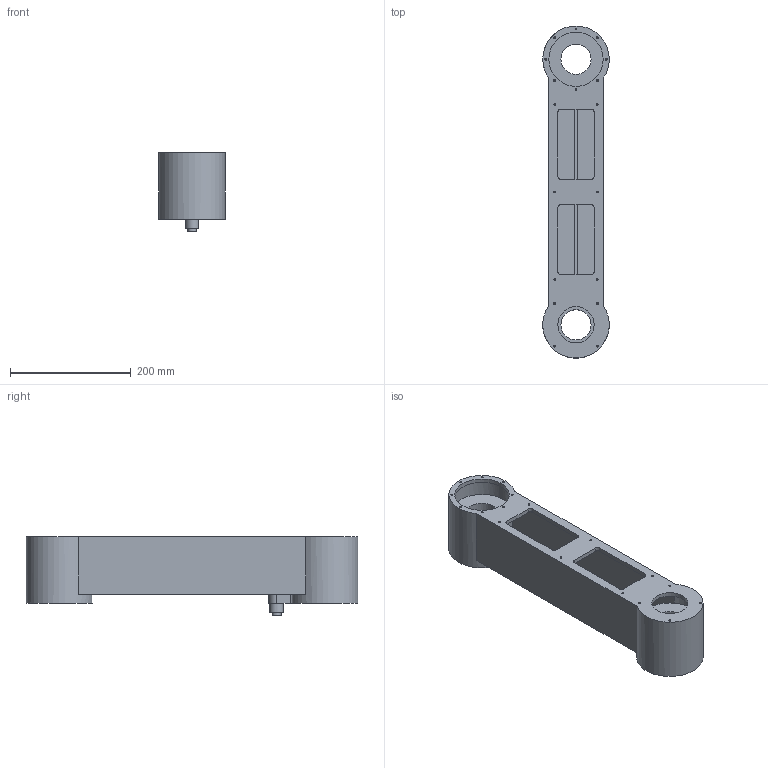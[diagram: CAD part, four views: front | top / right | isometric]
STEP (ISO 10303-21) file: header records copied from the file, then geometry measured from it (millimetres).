
FILE_DESCRIPTION(/* description */ (''),/* implementation_level */ '2;1');
FILE_NAME(/* name */ '[K2]Thn.stp',/* time_stamp */ '2023-12-28T10:35:31+07:00',/* author */ ('daveb'),/* organization */ (''),/* preprocessor_version */ 'ST-DEVELOPER v19.2',/* originating_system */ 'Autodesk Inventor 2024',/* authorisation */ '');
FILE_SCHEMA (('AUTOMOTIVE_DESIGN { 1 0 10303 214 3 1 1 }'));
Length unit declared in the file: millimetre
Products named in the file (1): [K2]Thân
Bounding box: 110 x 549.8 x 130 mm (x, y, z)
Volume: 1999333 mm3; surface area: 397375.3 mm2
Topology: 1 solids, 1 shells, 76 faces, 233 edges, 152 vertices
Faces by surface type: cylinder 41, plane 30, cone 5
Full cylindrical faces by diameter (mm): 3.242 x18, 15 x1, 22 x1, 50 x2, 60 x1, 90 x1, 110 x1
Entity records: 2777 total; most frequent: CARTESIAN_POINT 487, DIRECTION 485, ORIENTED_EDGE 456, EDGE_CURVE 228, AXIS2_PLACEMENT_3D 190, VERTEX_POINT 151, EDGE_LOOP 119, CIRCLE 113
